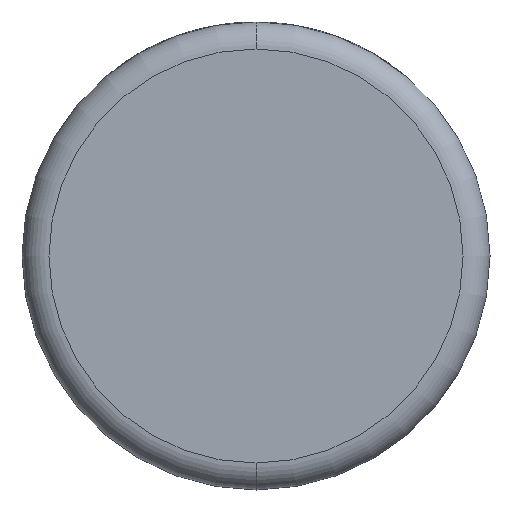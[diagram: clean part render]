
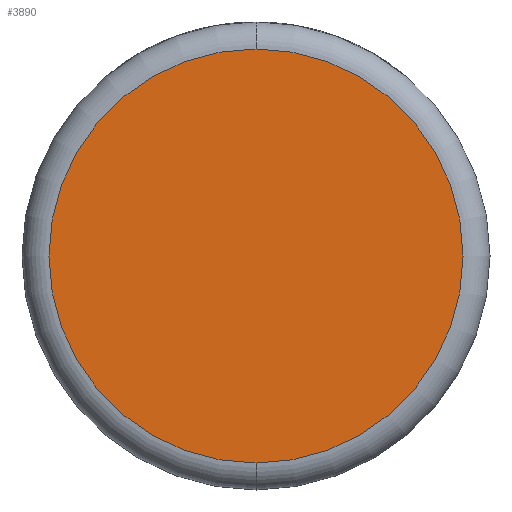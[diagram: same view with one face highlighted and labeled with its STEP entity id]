
A CAD part, front view. The second image highlights one B-rep face of the part: STEP entity #3890.
In plain terms, the highlighted planar face has unit normal (0, -1, 0).
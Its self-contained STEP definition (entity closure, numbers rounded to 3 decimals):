
#1018 = DIRECTION ( 'NONE',  ( 0., -1., 0. ) ) ;
#1157 = CARTESIAN_POINT ( 'NONE',  ( 0., 0., -13.714 ) ) ;
#1450 = CARTESIAN_POINT ( 'NONE',  ( 0., 0., 0. ) ) ;
#1465 = CIRCLE ( 'NONE', #2719, 13.714 ) ;
#1621 = EDGE_CURVE ( 'NONE', #2700, #4120, #1465, .T. ) ;
#2119 = CARTESIAN_POINT ( 'NONE',  ( 0., 0., 0. ) ) ;
#2374 = DIRECTION ( 'NONE',  ( 0., 1., 0. ) ) ;
#2535 = DIRECTION ( 'NONE',  ( 0., 0., 1. ) ) ;
#2700 = VERTEX_POINT ( 'NONE', #1157 ) ;
#2719 = AXIS2_PLACEMENT_3D ( 'NONE', #1450, #3321, #4825 ) ;
#2795 = DIRECTION ( 'NONE',  ( 0., 0., 1. ) ) ;
#2825 = CARTESIAN_POINT ( 'NONE',  ( 0., 0., 0. ) ) ;
#2988 = ORIENTED_EDGE ( 'NONE', *, *, #4460, .T. ) ;
#3029 = AXIS2_PLACEMENT_3D ( 'NONE', #2119, #1018, #2535 ) ;
#3120 = EDGE_LOOP ( 'NONE', ( #2988, #4780 ) ) ;
#3321 = DIRECTION ( 'NONE',  ( 0., -1., 0. ) ) ;
#3563 = PLANE ( 'NONE',  #4336 ) ;
#3890 = ADVANCED_FACE ( 'NONE', ( #4063 ), #3563, .F. ) ;
#4063 = FACE_OUTER_BOUND ( 'NONE', #3120, .T. ) ;
#4094 = CARTESIAN_POINT ( 'NONE',  ( 0., 0., 13.714 ) ) ;
#4120 = VERTEX_POINT ( 'NONE', #4094 ) ;
#4219 = CIRCLE ( 'NONE', #3029, 13.714 ) ;
#4336 = AXIS2_PLACEMENT_3D ( 'NONE', #2825, #2374, #2795 ) ;
#4460 = EDGE_CURVE ( 'NONE', #4120, #2700, #4219, .T. ) ;
#4780 = ORIENTED_EDGE ( 'NONE', *, *, #1621, .T. ) ;
#4825 = DIRECTION ( 'NONE',  ( 0., 0., 1. ) ) ;
